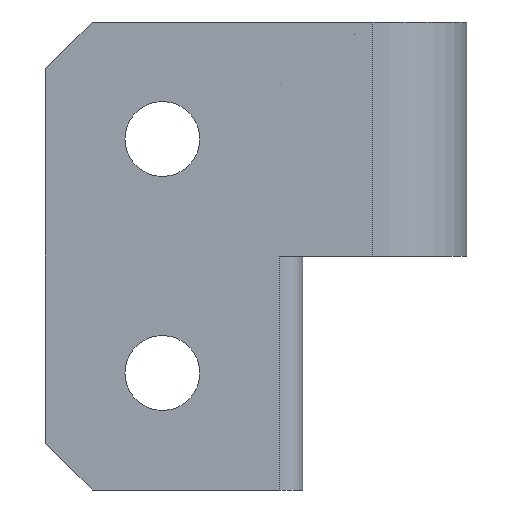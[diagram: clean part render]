
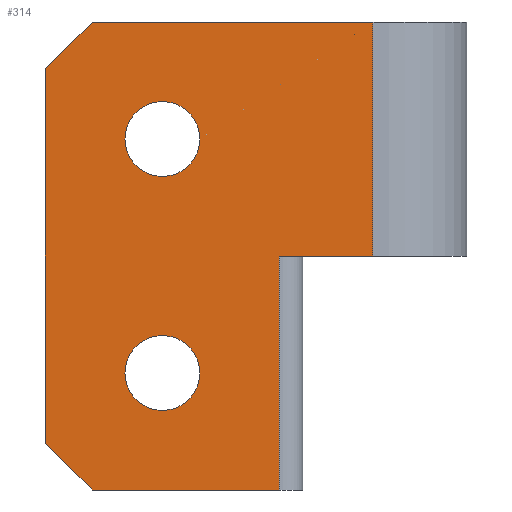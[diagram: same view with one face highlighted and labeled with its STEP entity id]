
A CAD part, front view. The second image highlights one B-rep face of the part: STEP entity #314.
In plain terms, the highlighted planar face has unit normal (0, -1, 0).
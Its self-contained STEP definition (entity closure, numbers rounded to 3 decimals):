
#18=PLANE('',#351);
#26=LINE('',#487,#53);
#31=LINE('',#504,#58);
#33=LINE('',#507,#60);
#34=LINE('',#510,#61);
#35=LINE('',#512,#62);
#36=LINE('',#513,#63);
#37=LINE('',#515,#64);
#38=LINE('',#517,#65);
#53=VECTOR('',#389,1000.);
#58=VECTOR('',#406,1000.);
#60=VECTOR('',#410,1000.);
#61=VECTOR('',#411,1000.);
#62=VECTOR('',#412,1000.);
#63=VECTOR('',#413,1000.);
#64=VECTOR('',#414,1000.);
#65=VECTOR('',#415,1000.);
#101=ORIENTED_EDGE('',*,*,#181,.F.);
#102=ORIENTED_EDGE('',*,*,#182,.F.);
#103=ORIENTED_EDGE('',*,*,#183,.T.);
#104=ORIENTED_EDGE('',*,*,#171,.F.);
#105=ORIENTED_EDGE('',*,*,#179,.F.);
#106=ORIENTED_EDGE('',*,*,#184,.T.);
#107=ORIENTED_EDGE('',*,*,#185,.F.);
#108=ORIENTED_EDGE('',*,*,#186,.F.);
#109=ORIENTED_EDGE('',*,*,#187,.T.);
#110=ORIENTED_EDGE('',*,*,#188,.T.);
#171=EDGE_CURVE('',#214,#215,#26,.T.);
#179=EDGE_CURVE('',#220,#214,#31,.T.);
#181=EDGE_CURVE('',#221,#222,#33,.T.);
#182=EDGE_CURVE('',#223,#221,#34,.T.);
#183=EDGE_CURVE('',#223,#215,#35,.T.);
#184=EDGE_CURVE('',#220,#224,#36,.T.);
#185=EDGE_CURVE('',#225,#224,#37,.T.);
#186=EDGE_CURVE('',#222,#225,#38,.T.);
#187=EDGE_CURVE('',#226,#226,#244,.T.);
#188=EDGE_CURVE('',#227,#227,#245,.T.);
#214=VERTEX_POINT('',#486);
#215=VERTEX_POINT('',#488);
#220=VERTEX_POINT('',#503);
#221=VERTEX_POINT('',#508);
#222=VERTEX_POINT('',#509);
#223=VERTEX_POINT('',#511);
#224=VERTEX_POINT('',#514);
#225=VERTEX_POINT('',#516);
#226=VERTEX_POINT('',#519);
#227=VERTEX_POINT('',#521);
#244=CIRCLE('',#352,1.6);
#245=CIRCLE('',#353,1.6);
#261=EDGE_LOOP('',(#101,#102,#103,#104,#105,#106,#107,#108));
#262=EDGE_LOOP('',(#109));
#263=EDGE_LOOP('',(#110));
#285=FACE_BOUND('',#261,.T.);
#286=FACE_BOUND('',#262,.T.);
#287=FACE_BOUND('',#263,.T.);
#314=ADVANCED_FACE('',(#285,#286,#287),#18,.T.);
#351=AXIS2_PLACEMENT_3D('',#506,#408,#409);
#352=AXIS2_PLACEMENT_3D('',#518,#416,#417);
#353=AXIS2_PLACEMENT_3D('',#520,#418,#419);
#389=DIRECTION('',(1.,0.,0.));
#406=DIRECTION('',(0.707,0.,0.707));
#408=DIRECTION('',(0.,-1.,0.));
#409=DIRECTION('',(1.,0.,0.));
#410=DIRECTION('',(0.,0.,-1.));
#411=DIRECTION('',(-1.,0.,0.));
#412=DIRECTION('',(0.,0.,1.));
#413=DIRECTION('',(0.,0.,-1.));
#414=DIRECTION('',(-0.707,0.,0.707));
#415=DIRECTION('',(-1.,0.,0.));
#416=DIRECTION('',(0.,1.,0.));
#417=DIRECTION('',(1.,0.,0.));
#418=DIRECTION('',(0.,1.,0.));
#419=DIRECTION('',(1.,0.,0.));
#486=CARTESIAN_POINT('',(-12.,-4.,10.));
#487=CARTESIAN_POINT('',(-6.,-4.,10.));
#488=CARTESIAN_POINT('',(0.,-4.,10.));
#503=CARTESIAN_POINT('',(-14.,-4.,8.));
#504=CARTESIAN_POINT('',(-13.,-4.,9.));
#506=CARTESIAN_POINT('',(-14.001,-4.,-10.001));
#507=CARTESIAN_POINT('',(-4.,-4.,-5.));
#508=CARTESIAN_POINT('',(-4.,-4.,0.));
#509=CARTESIAN_POINT('',(-4.,-4.,-10.));
#510=CARTESIAN_POINT('',(-2.,-4.,0.));
#511=CARTESIAN_POINT('',(0.,-4.,0.));
#512=CARTESIAN_POINT('',(0.,-4.,5.));
#513=CARTESIAN_POINT('',(-14.,-4.,0.));
#514=CARTESIAN_POINT('',(-14.,-4.,-8.));
#515=CARTESIAN_POINT('',(-13.,-4.,-9.));
#516=CARTESIAN_POINT('',(-12.,-4.,-10.));
#517=CARTESIAN_POINT('',(-8.,-4.,-10.));
#518=CARTESIAN_POINT('',(-9.,-4.,5.));
#519=CARTESIAN_POINT('',(-7.4,-4.,5.));
#520=CARTESIAN_POINT('',(-9.,-4.,-5.));
#521=CARTESIAN_POINT('',(-7.4,-4.,-5.));
